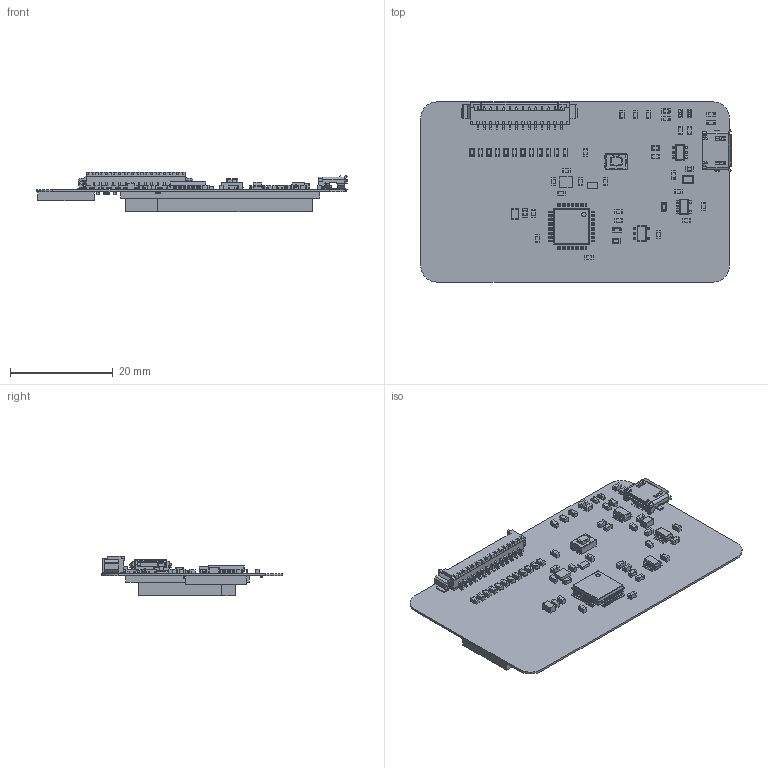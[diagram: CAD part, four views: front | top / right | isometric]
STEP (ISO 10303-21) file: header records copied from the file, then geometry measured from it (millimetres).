
FILE_DESCRIPTION(('Open CASCADE Model'),'2;1');
FILE_NAME('Open CASCADE Shape Model','2019-03-05T14:21:05',('Author'),( 'Open CASCADE'),'Open CASCADE STEP processor 6.8','Open CASCADE 6.8' ,'Unknown');
FILE_SCHEMA(('AUTOMOTIVE_DESIGN { 1 0 10303 214 1 1 1 1 }'));
Length unit declared in the file: millimetre
Products named in the file (140): PCB; Board; Open CASCADE STEP translator 6.8 1.1.1; R10; 7794731232; Mid_Body; Terminal; Open_CASCADE_STEP_translator_6.8_3.2.1; Mark; U3; 7794734912; Body; Open_CASCADE_STEP_translator_6.8_1.1.1; Leader; CON1; 532611471; Open CASCADE STEP translator 6.8 1.4.1.1; Open CASCADE STEP translator 6.8 1.4.1.2; U5; U4; 7794736592; Open_CASCADE_STEP_translator_6.8_6.1.1; U2; 8693031184; Extruded; 8693031424; U1; 7794734832; Open_CASCADE_STEP_translator_6.8_18.1; Open_CASCADE_STEP_translator_6.8_18.2.1; A1; 8693031664; Y1; 8693025984; X1; 8693028144; S1; User_Library-Switch-CK-KMR2; User_Library-Switch-CK-KMR2_Button; User_Library-Switch-CK-KMR2_Boitier ...
Assembly tree (241 placements, depth 5):
  PCB
    Board
      Open CASCADE STEP translator 6.8 1.1.1
    R10
      7794731232
        Mid_Body
        Terminal  x2
          Open_CASCADE_STEP_translator_6.8_3.2.1
        Mark
    U3
      7794734912
        Body
          Open_CASCADE_STEP_translator_6.8_1.1.1
        Leader  x5
    CON1
      532611471
        Open CASCADE STEP translator 6.8 1.4.1.1
        Open CASCADE STEP translator 6.8 1.4.1.2
    U5
      7794734912
        Body
          Open_CASCADE_STEP_translator_6.8_1.1.1
        Leader  x5
    U4
      7794736592
        Body
          Open_CASCADE_STEP_translator_6.8_6.1.1
        Leader  x6
    U2
      8693031184
        Extruded
      8693031424
        Extruded
    U1
      7794734832
        Open_CASCADE_STEP_translator_6.8_18.1
        Body
          Open_CASCADE_STEP_translator_6.8_18.2.1
        Leader  x24
        Leader  x24
    A1
      8693031664
        Extruded
    Y1
      8693025984
        Extruded
    X1
      8693028144
        Extruded
    S1
      User_Library-Switch-CK-KMR2
        User_Library-Switch-CK-KMR2_Button
        User_Library-Switch-CK-KMR2_Boitier
        User_Library-Switch-CK-KMR2_Tole
        User_Library-Switch-CK-KMR2_Pads
    R27
      R0603
    R26
      R0603
    R25
Bounding box: 60.33 x 35 x 7.69 mm (x, y, z)
Volume: 4308.6 mm3; surface area: 9827 mm2
Topology: 152 solids, 171 shells, 5461 faces, 12675 edges, 7229 vertices
Faces by surface type: plane 3228, cylinder 1705, sphere 272, bspline 238, cone 18
Full cylindrical faces by diameter (mm): 0.875 x1
Entity records: 78651 total; most frequent: CARTESIAN_POINT 16464, ORIENTED_EDGE 10887, DIRECTION 10437, EDGE_CURVE 5490, LINE 4181, VECTOR 4181, VERTEX_POINT 3451, AXIS2_PLACEMENT_3D 3128
